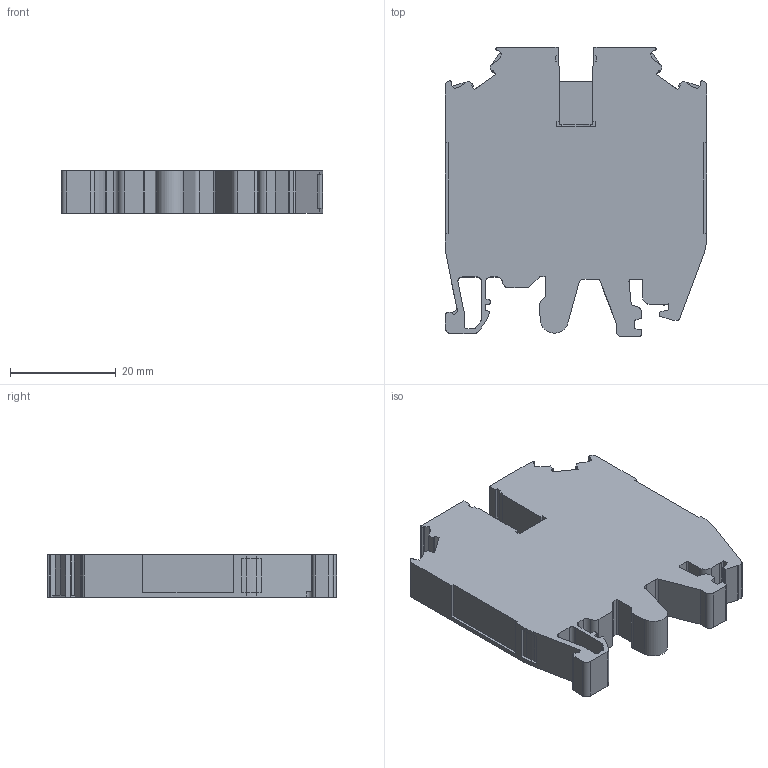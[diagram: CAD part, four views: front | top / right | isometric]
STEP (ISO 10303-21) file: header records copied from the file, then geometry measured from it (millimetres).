
FILE_DESCRIPTION (( 'STEP AP214' ), '1' );
FILE_NAME ('KLM.304511_AVK Y6_Beige.STP', '2014-04-16T10:02:46', ( 'arge' ), ( 'Microsoft' ), 'SwSTEP 2.0', 'SolidWorks 2014', '' );
FILE_SCHEMA (( 'AUTOMOTIVE_DESIGN' ));
Length unit declared in the file: millimetre
Products named in the file (1): KLM.304511_AVK Y6_Beige
Bounding box: 49.4 x 54.69 x 8 mm (x, y, z)
Volume: 16880.3 mm3; surface area: 7090.1 mm2
Topology: 1 solids, 1 shells, 232 faces, 684 edges, 456 vertices
Faces by surface type: plane 156, cylinder 76
Entity records: 7764 total; most frequent: CARTESIAN_POINT 1373, ORIENTED_EDGE 1368, DIRECTION 1308, EDGE_CURVE 684, LINE 526, VECTOR 526, VERTEX_POINT 456, AXIS2_PLACEMENT_3D 391
